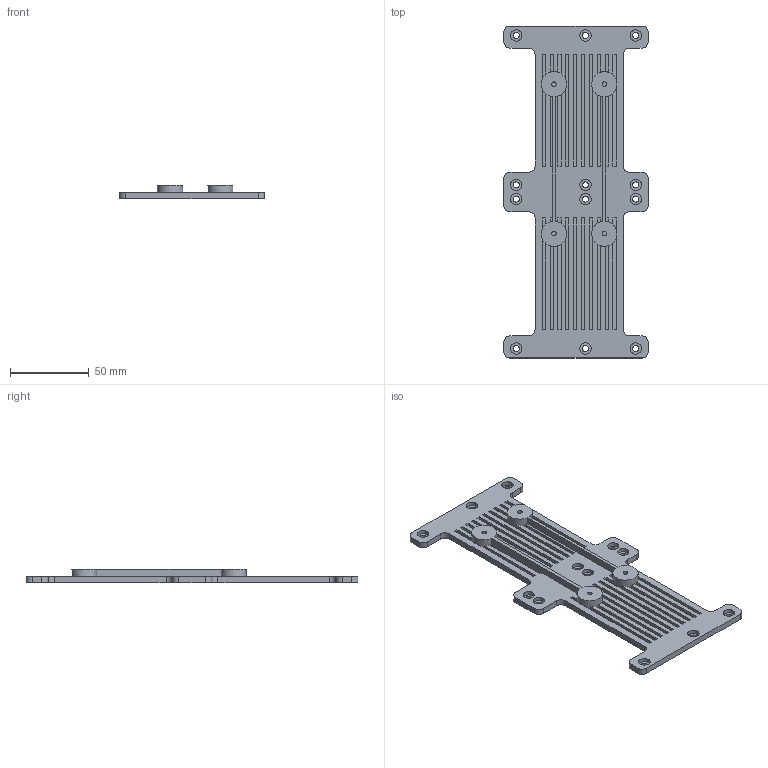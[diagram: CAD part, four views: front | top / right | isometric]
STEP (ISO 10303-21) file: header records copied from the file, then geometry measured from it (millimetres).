
FILE_DESCRIPTION(/* description */ (''),/* implementation_level */ '2;1');
FILE_NAME(/* name */ 'NR200 Dual HDD Mount.stp',/* time_stamp */ '2021-01-14T15:03:54-08:00',/* author */ ('user'),/* organization */ (''),/* preprocessor_version */ 'ST-DEVELOPER v18',/* originating_system */ 'Autodesk Inventor 2020',/* authorisation */ '');
FILE_SCHEMA (('AUTOMOTIVE_DESIGN { 1 0 10303 214 3 1 1 }'));
Length unit declared in the file: millimetre
Products named in the file (1): Dual HDD Mount Revised
Bounding box: 92 x 211 x 8.7 mm (x, y, z)
Volume: 53609.9 mm3; surface area: 38816.7 mm2
Topology: 1 solids, 1 shells, 232 faces, 652 edges, 444 vertices
Faces by surface type: plane 180, cylinder 52
Full cylindrical faces by diameter (mm): 2.9 x4, 3.8 x12, 7.2 x12
Entity records: 7633 total; most frequent: CARTESIAN_POINT 1329, ORIENTED_EDGE 1304, DIRECTION 1302, EDGE_CURVE 652, LINE 468, VECTOR 468, VERTEX_POINT 444, AXIS2_PLACEMENT_3D 417
